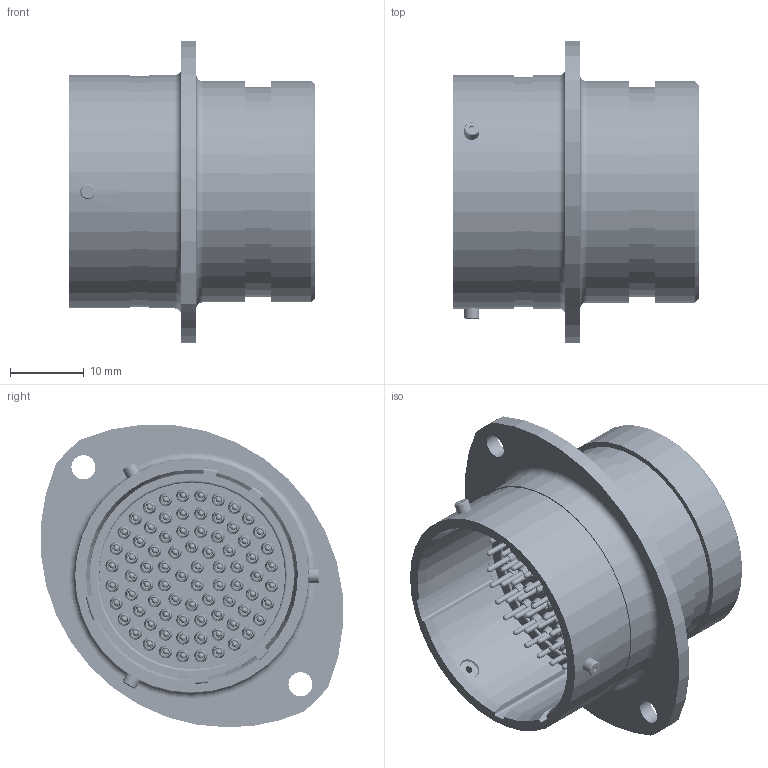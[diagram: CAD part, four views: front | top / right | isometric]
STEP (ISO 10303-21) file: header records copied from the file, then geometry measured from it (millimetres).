
FILE_DESCRIPTION (( 'STEP AP214' ), '1' );
FILE_NAME ('AS020-35PA.STEP', '2020-06-23T14:35:27', ( 'TE Connectivity' ), ( 'TE Connectivity' ), 'SwSTEP 2.0', 'SolidWorks 2016', '' );
FILE_SCHEMA (( 'AUTOMOTIVE_DESIGN' ));
Length unit declared in the file: millimetre
Products named in the file (1): AS020-35PA
Bounding box: 33.31 x 40.96 x 41.04 mm (x, y, z)
Volume: 14975.5 mm3; surface area: 18380.4 mm2
Topology: 167 solids, 167 shells, 5433 faces, 11102 edges, 6327 vertices
Faces by surface type: torus 2238, cylinder 1684, cone 810, plane 685, sphere 16
Entity records: 206014 total; most frequent: DIRECTION 30425, CARTESIAN_POINT 23149, ORIENTED_EDGE 22168, AXIS2_PLACEMENT_3D 13951, EDGE_CURVE 11084, CIRCLE 8519, VERTEX_POINT 6321, EDGE_LOOP 6255
